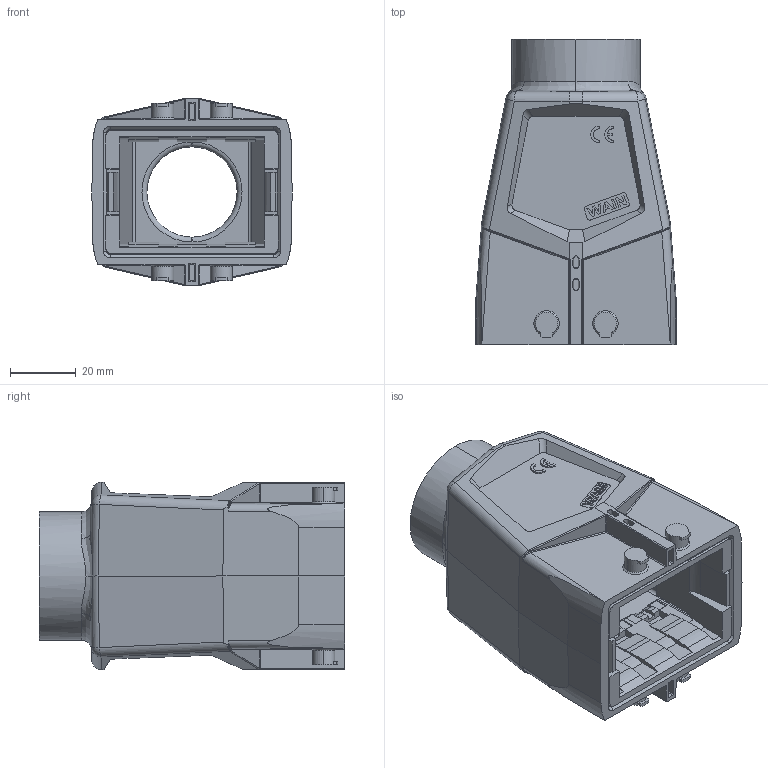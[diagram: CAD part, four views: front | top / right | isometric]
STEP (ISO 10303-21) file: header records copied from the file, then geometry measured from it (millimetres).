
FILE_DESCRIPTION((''),'2;1');
FILE_NAME('HM6B_P-TEH_SEH-4B-M32_ASM_ASM','2023-10-26T',('lj.zou'),(''),'PRO/ENGINEER BY PARAMETRIC TECHNOLOGY CORPORATION, 2012480','PRO/ENGINEER BY PARAMETRIC TECHNOLOGY CORPORATION, 2012480','');
FILE_SCHEMA(('CONFIG_CONTROL_DESIGN'));
Length unit declared in the file: millimetre
Products named in the file (1): HM6B_P-TEH_SEH-4B-M32_ASM_ASM
Bounding box: 61 x 93 x 57 mm (x, y, z)
Volume: 80544.1 mm3; surface area: 40974.5 mm2
Topology: 1 solids, 1 shells, 701 faces, 1910 edges, 1229 vertices
Faces by surface type: plane 440, cylinder 186, bspline 38, cone 18, sphere 12, torus 6, extrusion 1
Entity records: 26414 total; most frequent: CARTESIAN_POINT 9092, ORIENTED_EDGE 3804, DIRECTION 3300, EDGE_CURVE 1902, VECTOR 1312, LINE 1311, VERTEX_POINT 1229, AXIS2_PLACEMENT_3D 994
